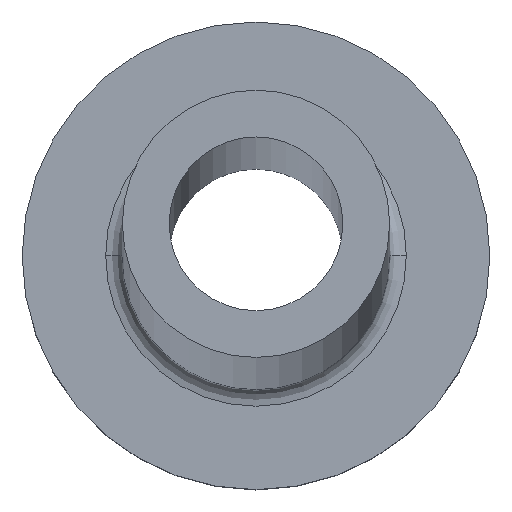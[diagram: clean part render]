
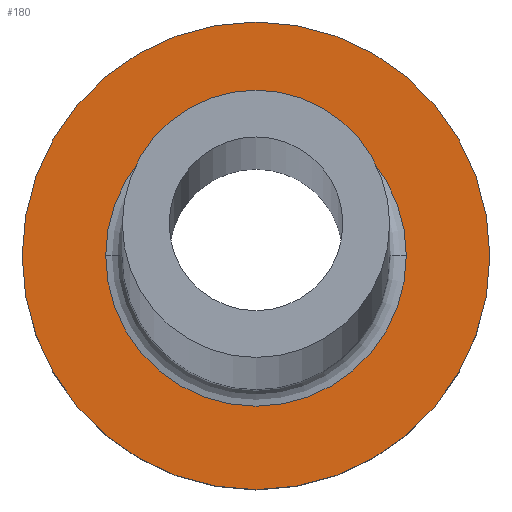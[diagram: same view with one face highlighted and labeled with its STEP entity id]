
A CAD part, top view. The second image highlights one B-rep face of the part: STEP entity #180.
In plain terms, the highlighted planar face has unit normal (0, 0, 1).
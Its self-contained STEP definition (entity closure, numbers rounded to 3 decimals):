
#3 = ORIENTED_EDGE ( 'NONE', *, *, #32, .T. ) ;
#7 = FACE_BOUND ( 'NONE', #289, .T. ) ;
#9 = ORIENTED_EDGE ( 'NONE', *, *, #26, .T. ) ;
#16 = DIRECTION ( 'NONE',  ( 1., 0., 0. ) ) ;
#23 = VERTEX_POINT ( 'NONE', #183 ) ;
#26 = EDGE_CURVE ( 'NONE', #120, #202, #143, .T. ) ;
#32 = EDGE_CURVE ( 'NONE', #23, #56, #163, .T. ) ;
#47 = DIRECTION ( 'NONE',  ( 1., 0., 0. ) ) ;
#56 = VERTEX_POINT ( 'NONE', #91 ) ;
#64 = DIRECTION ( 'NONE',  ( 1., 0., 0. ) ) ;
#70 = CIRCLE ( 'NONE', #114, 4.5 ) ;
#82 = DIRECTION ( 'NONE',  ( 0., 0., -1. ) ) ;
#91 = CARTESIAN_POINT ( 'NONE',  ( -7., 0., 5. ) ) ;
#94 = CARTESIAN_POINT ( 'NONE',  ( 0., 0., 5. ) ) ;
#95 = DIRECTION ( 'NONE',  ( 0., 0., -1. ) ) ;
#107 = AXIS2_PLACEMENT_3D ( 'NONE', #94, #95, #64 ) ;
#114 = AXIS2_PLACEMENT_3D ( 'NONE', #252, #82, #16 ) ;
#120 = VERTEX_POINT ( 'NONE', #269 ) ;
#122 = AXIS2_PLACEMENT_3D ( 'NONE', #351, #190, #47 ) ;
#138 = FACE_OUTER_BOUND ( 'NONE', #176, .T. ) ;
#139 = CARTESIAN_POINT ( 'NONE',  ( 4.5, 0., 5. ) ) ;
#143 = CIRCLE ( 'NONE', #107, 4.5 ) ;
#163 = CIRCLE ( 'NONE', #380, 7. ) ;
#176 = EDGE_LOOP ( 'NONE', ( #379, #3 ) ) ;
#180 = ADVANCED_FACE ( 'NONE', ( #7, #138 ), #250, .T. ) ;
#183 = CARTESIAN_POINT ( 'NONE',  ( 7., 0., 5. ) ) ;
#190 = DIRECTION ( 'NONE',  ( 0., 0., 1. ) ) ;
#192 = EDGE_CURVE ( 'NONE', #202, #120, #70, .T. ) ;
#202 = VERTEX_POINT ( 'NONE', #139 ) ;
#206 = ORIENTED_EDGE ( 'NONE', *, *, #192, .T. ) ;
#239 = AXIS2_PLACEMENT_3D ( 'NONE', #292, #288, #242 ) ;
#242 = DIRECTION ( 'NONE',  ( 1., 0., 0. ) ) ;
#250 = PLANE ( 'NONE',  #122 ) ;
#252 = CARTESIAN_POINT ( 'NONE',  ( 0., 0., 5. ) ) ;
#269 = CARTESIAN_POINT ( 'NONE',  ( -4.5, 0., 5. ) ) ;
#288 = DIRECTION ( 'NONE',  ( 0., 0., 1. ) ) ;
#289 = EDGE_LOOP ( 'NONE', ( #206, #9 ) ) ;
#292 = CARTESIAN_POINT ( 'NONE',  ( 0., 0., 5. ) ) ;
#299 = DIRECTION ( 'NONE',  ( 0., 0., 1. ) ) ;
#324 = CIRCLE ( 'NONE', #239, 7. ) ;
#333 = CARTESIAN_POINT ( 'NONE',  ( 0., 0., 5. ) ) ;
#336 = DIRECTION ( 'NONE',  ( 1., 0., 0. ) ) ;
#350 = EDGE_CURVE ( 'NONE', #56, #23, #324, .T. ) ;
#351 = CARTESIAN_POINT ( 'NONE',  ( 0., 0., 5. ) ) ;
#379 = ORIENTED_EDGE ( 'NONE', *, *, #350, .T. ) ;
#380 = AXIS2_PLACEMENT_3D ( 'NONE', #333, #299, #336 ) ;
